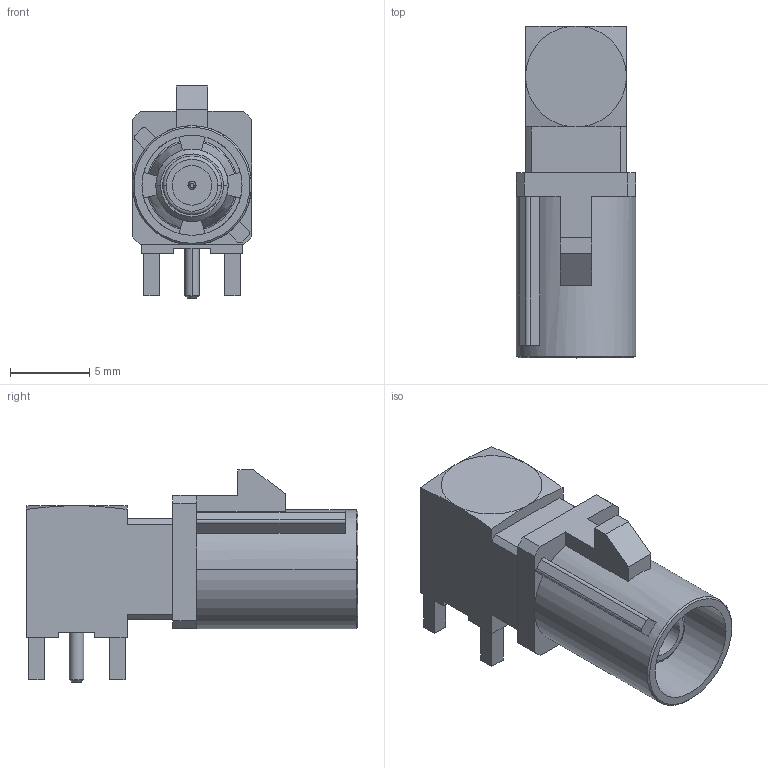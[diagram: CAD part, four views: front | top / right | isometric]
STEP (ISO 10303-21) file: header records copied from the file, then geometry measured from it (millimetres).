
FILE_DESCRIPTION((''),'2;1');
FILE_NAME('734035112','2019-07-12T',('gga'),(''),'PRO/ENGINEER BY PARAMETRIC TECHNOLOGY CORPORATION, 2016010','PRO/ENGINEER BY PARAMETRIC TECHNOLOGY CORPORATION, 2016010','');
FILE_SCHEMA(('CONFIG_CONTROL_DESIGN'));
Length unit declared in the file: millimetre
Products named in the file (1): 734035112
Bounding box: 7.5 x 20.88 x 13.34 mm (x, y, z)
Volume: 791.1 mm3; surface area: 1238.6 mm2
Topology: 1 solids, 1 shells, 175 faces, 493 edges, 327 vertices
Faces by surface type: plane 107, cylinder 38, cone 24, torus 6
Entity records: 5812 total; most frequent: CARTESIAN_POINT 1078, DIRECTION 1010, ORIENTED_EDGE 966, EDGE_CURVE 483, AXIS2_PLACEMENT_3D 351, VERTEX_POINT 317, VECTOR 308, LINE 308
